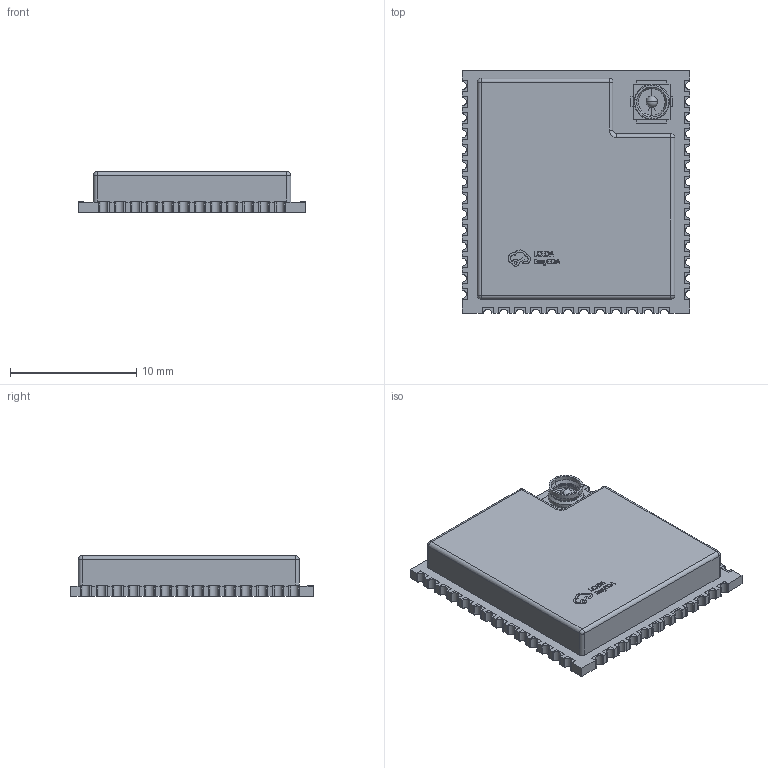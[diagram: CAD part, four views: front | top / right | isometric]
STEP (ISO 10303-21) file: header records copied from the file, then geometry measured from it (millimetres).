
FILE_DESCRIPTION (( 'STEP AP214' ), '1' );
FILE_NAME ('WIRELM-SMD_ESP32-S3-WROOM-1U.step', '2022-07-15T13:41:37', ( '' ), ( '' ), 'SwSTEP 2.0', 'SolidWorks 2020', '' );
FILE_SCHEMA (( 'AUTOMOTIVE_DESIGN' ));
Length unit declared in the file: millimetre
Products named in the file (1): WIRELM-SMD_ESP32-S3-WROOM-1U
Bounding box: 18.02 x 19.21 x 3.21 mm (x, y, z)
Volume: 883.1 mm3; surface area: 968.6 mm2
Topology: 25 solids, 25 shells, 894 faces, 2443 edges, 1606 vertices
Faces by surface type: plane 672, bspline 112, cylinder 68, cone 22, torus 13, sphere 7
Entity records: 38618 total; most frequent: CARTESIAN_POINT 7033, ORIENTED_EDGE 4860, DIRECTION 3951, EDGE_CURVE 2430, LINE 2019, VECTOR 2019, VERTEX_POINT 1604, AXIS2_PLACEMENT_3D 966
